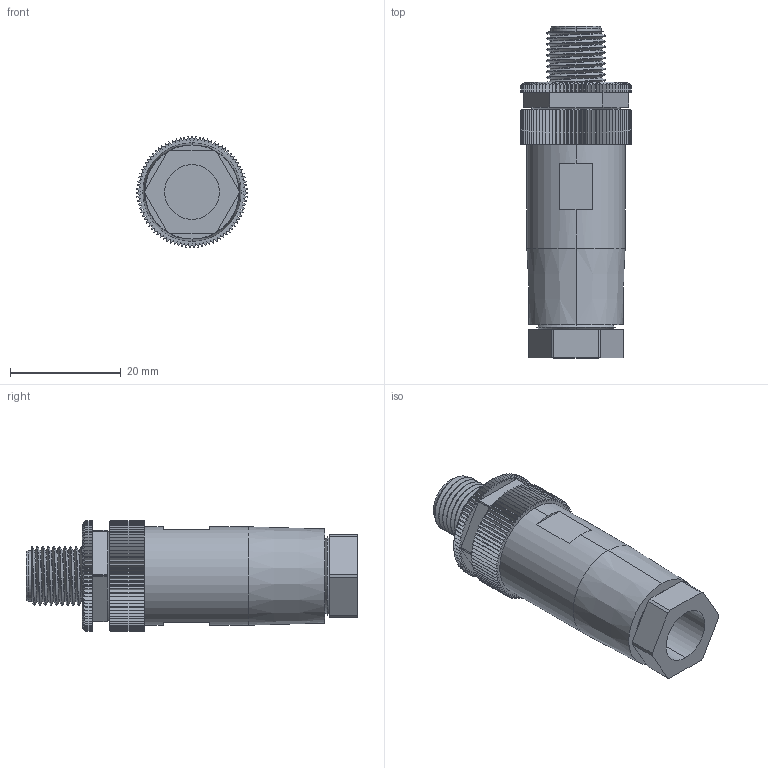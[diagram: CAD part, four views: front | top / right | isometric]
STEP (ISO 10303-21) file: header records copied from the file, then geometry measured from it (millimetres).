
FILE_DESCRIPTION (( 'STEP AP214' ), '1' );
FILE_NAME ('7000-12741-0000000.step', '2016-05-09T18:46:45', ( '' ), ( '' ), 'SwSTEP 2.0', 'SolidWorks 2015', '' );
FILE_SCHEMA (( 'AUTOMOTIVE_DESIGN' ));
Length unit declared in the file: millimetre
Products named in the file (1): 7000-12741-0000000
Bounding box: 20 x 60 x 19.99 mm (x, y, z)
Volume: 11342.6 mm3; surface area: 5720.8 mm2
Topology: 1 solids, 1 shells, 815 faces, 2400 edges, 1598 vertices
Faces by surface type: plane 401, cylinder 223, cone 182, bspline 4, sphere 3, torus 2
Entity records: 33047 total; most frequent: CARTESIAN_POINT 8181, ORIENTED_EDGE 4782, DIRECTION 4223, EDGE_CURVE 2391, VERTEX_POINT 1592, AXIS2_PLACEMENT_3D 1425, LINE 1373, VECTOR 1373
